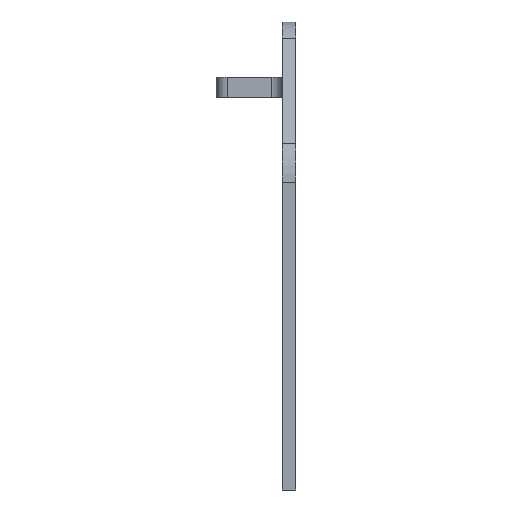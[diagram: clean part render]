
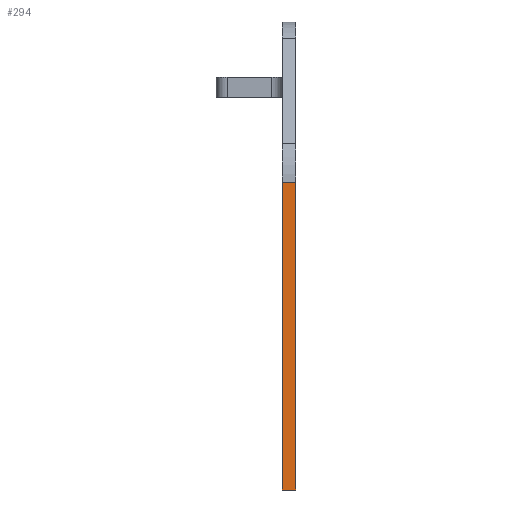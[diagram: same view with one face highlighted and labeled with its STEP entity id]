
A CAD part, left-side view. The second image highlights one B-rep face of the part: STEP entity #294.
In plain terms, the highlighted planar face has unit normal (-1, 0, 0).
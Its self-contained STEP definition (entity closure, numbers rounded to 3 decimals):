
#12 = DIRECTION ( 'NONE',  ( 0., 0., 1. ) ) ;
#57 = ORIENTED_EDGE ( 'NONE', *, *, #644, .T. ) ;
#83 = DIRECTION ( 'NONE',  ( 1., 0., 0. ) ) ;
#151 = CARTESIAN_POINT ( 'NONE',  ( -50., 2.5, -30. ) ) ;
#175 = EDGE_LOOP ( 'NONE', ( #1986, #57, #1348, #1154 ) ) ;
#262 = VERTEX_POINT ( 'NONE', #1269 ) ;
#265 = CARTESIAN_POINT ( 'NONE',  ( -50., 2.5, -55. ) ) ;
#293 = VERTEX_POINT ( 'NONE', #1077 ) ;
#294 = ADVANCED_FACE ( 'NONE', ( #515 ), #433, .F. ) ;
#433 = PLANE ( 'NONE',  #489 ) ;
#448 = VERTEX_POINT ( 'NONE', #265 ) ;
#489 = AXIS2_PLACEMENT_3D ( 'NONE', #770, #83, #2037 ) ;
#515 = FACE_OUTER_BOUND ( 'NONE', #175, .T. ) ;
#519 = VECTOR ( 'NONE', #1734, 1000. ) ;
#644 = EDGE_CURVE ( 'NONE', #293, #1245, #1924, .T. ) ;
#693 = CARTESIAN_POINT ( 'NONE',  ( -50., 2.5, 0.858 ) ) ;
#746 = EDGE_CURVE ( 'NONE', #262, #448, #1441, .T. ) ;
#770 = CARTESIAN_POINT ( 'NONE',  ( -50., 2.5, -30. ) ) ;
#907 = LINE ( 'NONE', #151, #1137 ) ;
#993 = VECTOR ( 'NONE', #2276, 1000. ) ;
#1077 = CARTESIAN_POINT ( 'NONE',  ( -50., 0., 0.858 ) ) ;
#1137 = VECTOR ( 'NONE', #12, 1000. ) ;
#1154 = ORIENTED_EDGE ( 'NONE', *, *, #746, .F. ) ;
#1245 = VERTEX_POINT ( 'NONE', #693 ) ;
#1269 = CARTESIAN_POINT ( 'NONE',  ( -50., 0., -55. ) ) ;
#1285 = DIRECTION ( 'NONE',  ( 0., 1., 0. ) ) ;
#1348 = ORIENTED_EDGE ( 'NONE', *, *, #2281, .F. ) ;
#1395 = CARTESIAN_POINT ( 'NONE',  ( -50., 2.5, 0.858 ) ) ;
#1441 = LINE ( 'NONE', #1805, #2256 ) ;
#1574 = LINE ( 'NONE', #2085, #993 ) ;
#1628 = EDGE_CURVE ( 'NONE', #262, #293, #1574, .T. ) ;
#1734 = DIRECTION ( 'NONE',  ( 0., 1., 0. ) ) ;
#1805 = CARTESIAN_POINT ( 'NONE',  ( -50., 2.5, -55. ) ) ;
#1924 = LINE ( 'NONE', #1395, #519 ) ;
#1986 = ORIENTED_EDGE ( 'NONE', *, *, #1628, .T. ) ;
#2037 = DIRECTION ( 'NONE',  ( 0., 0., -1. ) ) ;
#2085 = CARTESIAN_POINT ( 'NONE',  ( -50., 0., -30. ) ) ;
#2256 = VECTOR ( 'NONE', #1285, 1000. ) ;
#2276 = DIRECTION ( 'NONE',  ( 0., 0., 1. ) ) ;
#2281 = EDGE_CURVE ( 'NONE', #448, #1245, #907, .T. ) ;
